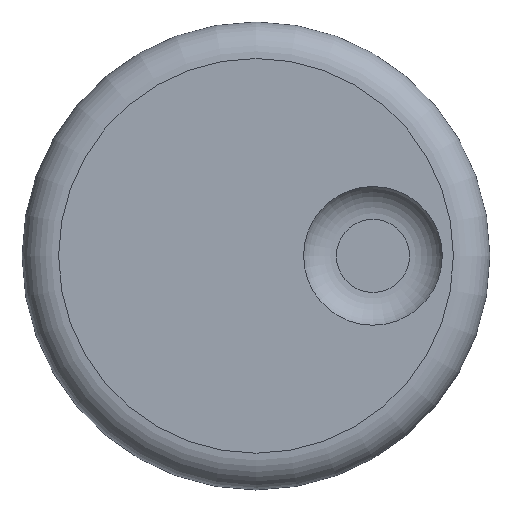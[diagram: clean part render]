
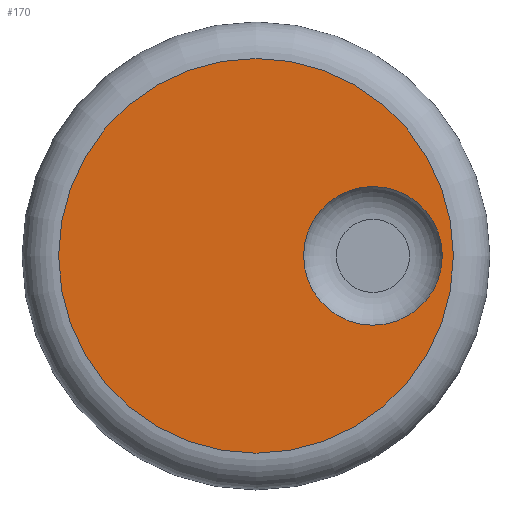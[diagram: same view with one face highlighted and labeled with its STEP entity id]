
A CAD part, top view. The second image highlights one B-rep face of the part: STEP entity #170.
In plain terms, the highlighted planar face has unit normal (0, 0, 1).
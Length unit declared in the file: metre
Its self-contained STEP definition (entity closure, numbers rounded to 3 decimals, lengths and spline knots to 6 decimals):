
#18=CIRCLE('',#199,0.004745);
#19=CIRCLE('',#200,0.0135);
#30=ORIENTED_EDGE('',*,*,#67,.T.);
#31=ORIENTED_EDGE('',*,*,#68,.T.);
#67=EDGE_CURVE('',#86,#86,#18,.F.);
#68=EDGE_CURVE('',#87,#87,#19,.T.);
#86=VERTEX_POINT('',#285);
#87=VERTEX_POINT('',#287);
#123=EDGE_LOOP('',(#30));
#124=EDGE_LOOP('',(#31));
#143=FACE_BOUND('',#123,.T.);
#144=FACE_BOUND('',#124,.T.);
#160=PLANE('',#198);
#170=ADVANCED_FACE('',(#143,#144),#160,.T.);
#198=AXIS2_PLACEMENT_3D('',#283,#228,#229);
#199=AXIS2_PLACEMENT_3D('',#284,#230,#231);
#200=AXIS2_PLACEMENT_3D('',#286,#232,#233);
#228=DIRECTION('',(0.,0.,1.));
#229=DIRECTION('',(1.,0.,0.));
#230=DIRECTION('',(0.,0.,1.));
#231=DIRECTION('',(1.,0.,0.));
#232=DIRECTION('',(0.,0.,1.));
#233=DIRECTION('',(1.,0.,0.));
#283=CARTESIAN_POINT('',(0.,0.,0.009));
#284=CARTESIAN_POINT('',(0.008,0.,0.009));
#285=CARTESIAN_POINT('',(0.012745,0.,0.009));
#286=CARTESIAN_POINT('',(0.,0.,0.009));
#287=CARTESIAN_POINT('',(0.0135,0.,0.009));
